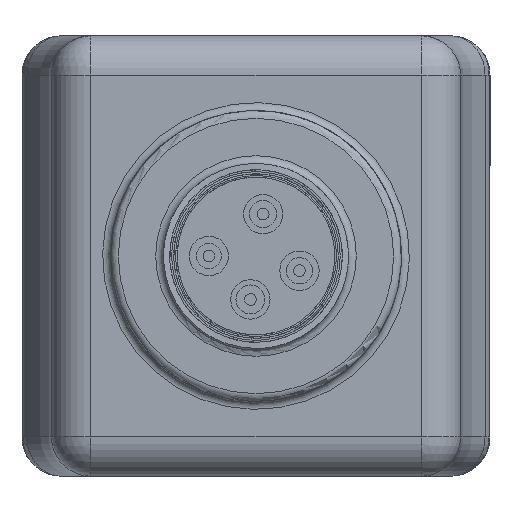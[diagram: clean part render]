
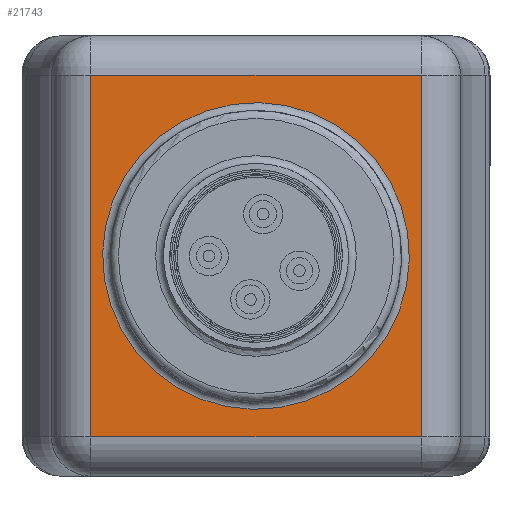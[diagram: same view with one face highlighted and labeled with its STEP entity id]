
A CAD part, front view. The second image highlights one B-rep face of the part: STEP entity #21743.
In plain terms, the highlighted planar face has unit normal (0, -1, 0).
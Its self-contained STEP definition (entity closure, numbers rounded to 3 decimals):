
#21689=CARTESIAN_POINT('',(1.265,-28.2,-3.689));
#21690=VERTEX_POINT('',#21689);
#21691=CARTESIAN_POINT('',(0.0,-28.2,0.0));
#21692=DIRECTION('',(0.0,-1.0,0.0));
#21693=DIRECTION('',(-0.324,0.0,0.946));
#21694=AXIS2_PLACEMENT_3D('',#21691,#21692,#21693);
#21695=CIRCLE('',#21694,3.9);
#21696=EDGE_CURVE('',#21690,#21690,#21695,.T.);
#21701=CARTESIAN_POINT('',(0.,-28.2,0.));
#21702=DIRECTION('',(0.0,1.0,0.0));
#21703=DIRECTION('',(0.0,0.0,1.0));
#21704=AXIS2_PLACEMENT_3D('',#21701,#21702,#21703);
#21705=PLANE('',#21704);
#21706=CARTESIAN_POINT('',(-4.2,-28.2,4.6));
#21707=VERTEX_POINT('',#21706);
#21708=CARTESIAN_POINT('',(4.2,-28.2,4.6));
#21709=VERTEX_POINT('',#21708);
#21710=CARTESIAN_POINT('',(-4.2,-28.2,4.6));
#21711=DIRECTION('',(1.0,0.0,0.0));
#21712=VECTOR('',#21711,8.4);
#21713=LINE('',#21710,#21712);
#21714=EDGE_CURVE('',#21707,#21709,#21713,.T.);
#21715=ORIENTED_EDGE('',*,*,#21714,.F.);
#21716=CARTESIAN_POINT('',(-4.2,-28.2,-4.6));
#21717=VERTEX_POINT('',#21716);
#21718=CARTESIAN_POINT('',(-4.2,-28.2,-4.6));
#21719=DIRECTION('',(0.0,0.0,1.0));
#21720=VECTOR('',#21719,9.2);
#21721=LINE('',#21718,#21720);
#21722=EDGE_CURVE('',#21717,#21707,#21721,.T.);
#21723=ORIENTED_EDGE('',*,*,#21722,.F.);
#21724=CARTESIAN_POINT('',(4.2,-28.2,-4.6));
#21725=VERTEX_POINT('',#21724);
#21726=CARTESIAN_POINT('',(4.2,-28.2,-4.6));
#21727=DIRECTION('',(-1.0,0.0,0.0));
#21728=VECTOR('',#21727,8.4);
#21729=LINE('',#21726,#21728);
#21730=EDGE_CURVE('',#21725,#21717,#21729,.T.);
#21731=ORIENTED_EDGE('',*,*,#21730,.F.);
#21732=CARTESIAN_POINT('',(4.2,-28.2,4.6));
#21733=DIRECTION('',(0.0,0.0,-1.0));
#21734=VECTOR('',#21733,9.2);
#21735=LINE('',#21732,#21734);
#21736=EDGE_CURVE('',#21709,#21725,#21735,.T.);
#21737=ORIENTED_EDGE('',*,*,#21736,.F.);
#21738=EDGE_LOOP('',(#21715,#21723,#21731,#21737));
#21739=FACE_OUTER_BOUND('',#21738,.T.);
#21740=ORIENTED_EDGE('',*,*,#21696,.F.);
#21741=EDGE_LOOP('',(#21740));
#21742=FACE_BOUND('',#21741,.T.);
#21743=ADVANCED_FACE('',(#21739,#21742),#21705,.F.);
